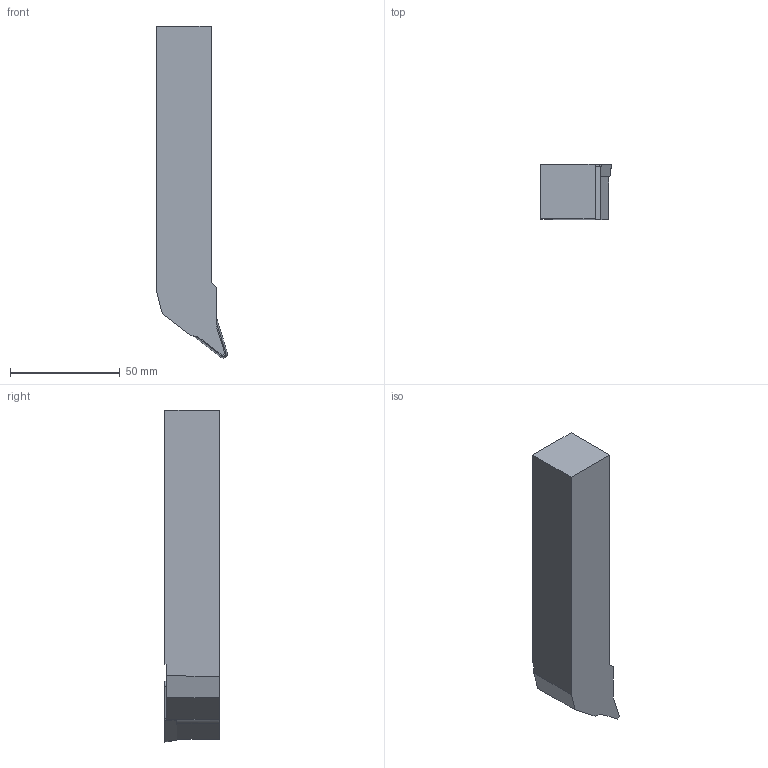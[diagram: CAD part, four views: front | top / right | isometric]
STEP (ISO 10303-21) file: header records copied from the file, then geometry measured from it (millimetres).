
FILE_DESCRIPTION(/* description */ (''),/* implementation_level */ '2;1');
FILE_NAME(/* name */ '1573028233906.stp',/* time_stamp */ '2019-11-06T13:47:22+05:00',/* author */ (''),/* organization */ ('SMS'),/* preprocessor_version */ 'ST-DEVELOPER v15',/* originating_system */ 'SIEMENS PLM Software NX 8.5',/* authorisation */ '');
FILE_SCHEMA (('AUTOMOTIVE_DESIGN { 1 0 10303 214 3 1 1 1 }'));
Length unit declared in the file: millimetre
Products named in the file (4): ASSEMBLY_CONSTRUCTION; 201979331mod000_00; 201980037mod000_00; 201980036mod000_00
Assembly tree (3 placements, depth 2):
  201980036mod000_00
    201980037mod000_00
    201979331mod000_00
    ASSEMBLY_CONSTRUCTION
Bounding box: 32.36 x 25 x 151.38 mm (x, y, z)
Volume: 87155.1 mm3; surface area: 16548.4 mm2
Topology: 2 solids, 2 shells, 44 faces, 116 edges, 83 vertices
Faces by surface type: plane 27, cone 9, cylinder 4, torus 4
Full cylindrical faces by diameter (mm): 5.5 x2
Entity records: 1534 total; most frequent: CARTESIAN_POINT 312, DIRECTION 237, ORIENTED_EDGE 206, EDGE_CURVE 103, AXIS2_PLACEMENT_3D 83, VERTEX_POINT 72, LINE 71, VECTOR 71
